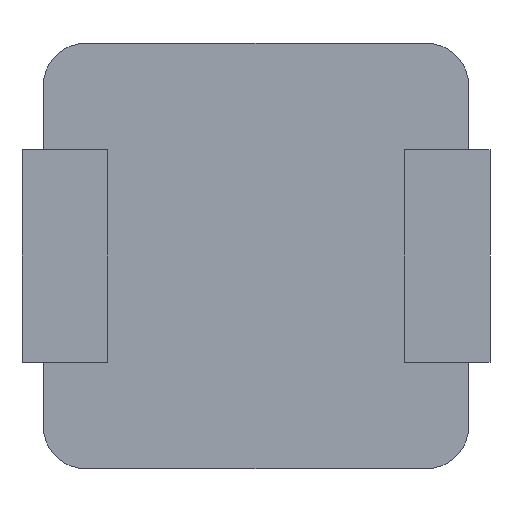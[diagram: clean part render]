
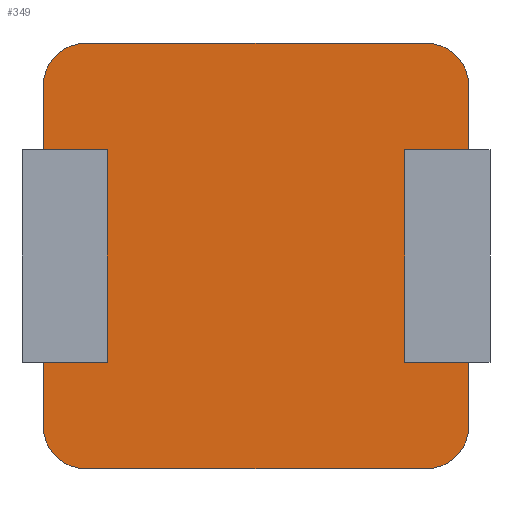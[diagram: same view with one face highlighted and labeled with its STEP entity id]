
A CAD part, front view. The second image highlights one B-rep face of the part: STEP entity #349.
In plain terms, the highlighted planar face has unit normal (0, -1, 0).
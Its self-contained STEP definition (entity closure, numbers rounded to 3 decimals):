
#23=FACE_OUTER_BOUND('',#45,.T.);
#45=EDGE_LOOP('',(#235,#236,#237,#238,#239,#240,#241,#242));
#67=LINE('',#525,#107);
#68=LINE('',#529,#108);
#69=LINE('',#533,#109);
#70=LINE('',#536,#110);
#107=VECTOR('',#423,10.);
#108=VECTOR('',#426,10.);
#109=VECTOR('',#429,10.);
#110=VECTOR('',#432,10.);
#147=CIRCLE('',#388,0.4);
#148=CIRCLE('',#389,0.4);
#149=CIRCLE('',#390,0.4);
#150=CIRCLE('',#391,0.4);
#155=VERTEX_POINT('',#521);
#156=VERTEX_POINT('',#522);
#157=VERTEX_POINT('',#524);
#158=VERTEX_POINT('',#526);
#159=VERTEX_POINT('',#528);
#160=VERTEX_POINT('',#530);
#161=VERTEX_POINT('',#532);
#162=VERTEX_POINT('',#534);
#187=EDGE_CURVE('',#155,#156,#147,.T.);
#188=EDGE_CURVE('',#157,#155,#67,.T.);
#189=EDGE_CURVE('',#158,#157,#148,.T.);
#190=EDGE_CURVE('',#159,#158,#68,.T.);
#191=EDGE_CURVE('',#160,#159,#149,.T.);
#192=EDGE_CURVE('',#161,#160,#69,.T.);
#193=EDGE_CURVE('',#162,#161,#150,.T.);
#194=EDGE_CURVE('',#156,#162,#70,.T.);
#235=ORIENTED_EDGE('',*,*,#187,.F.);
#236=ORIENTED_EDGE('',*,*,#188,.F.);
#237=ORIENTED_EDGE('',*,*,#189,.F.);
#238=ORIENTED_EDGE('',*,*,#190,.F.);
#239=ORIENTED_EDGE('',*,*,#191,.F.);
#240=ORIENTED_EDGE('',*,*,#192,.F.);
#241=ORIENTED_EDGE('',*,*,#193,.F.);
#242=ORIENTED_EDGE('',*,*,#194,.F.);
#331=PLANE('',#387);
#349=ADVANCED_FACE('',(#23),#331,.F.);
#387=AXIS2_PLACEMENT_3D('',#520,#419,#420);
#388=AXIS2_PLACEMENT_3D('',#523,#421,#422);
#389=AXIS2_PLACEMENT_3D('',#527,#424,#425);
#390=AXIS2_PLACEMENT_3D('',#531,#427,#428);
#391=AXIS2_PLACEMENT_3D('',#535,#430,#431);
#419=DIRECTION('center_axis',(0.,1.,0.));
#420=DIRECTION('ref_axis',(1.,0.,0.));
#421=DIRECTION('center_axis',(0.,1.,0.));
#422=DIRECTION('ref_axis',(0.,0.,-1.));
#423=DIRECTION('',(-1.,0.,0.));
#424=DIRECTION('center_axis',(0.,1.,0.));
#425=DIRECTION('ref_axis',(1.,0.,0.));
#426=DIRECTION('',(0.,0.,-1.));
#427=DIRECTION('center_axis',(0.,1.,0.));
#428=DIRECTION('ref_axis',(0.,0.,1.));
#429=DIRECTION('',(1.,0.,0.));
#430=DIRECTION('center_axis',(0.,1.,0.));
#431=DIRECTION('ref_axis',(-1.,0.,0.));
#432=DIRECTION('',(0.,0.,1.));
#520=CARTESIAN_POINT('Origin',(0.,0.1,0.));
#521=CARTESIAN_POINT('',(-1.6,0.1,-2.));
#522=CARTESIAN_POINT('',(-2.,0.1,-1.6));
#523=CARTESIAN_POINT('Origin',(-1.6,0.1,-1.6));
#524=CARTESIAN_POINT('',(1.6,0.1,-2.));
#525=CARTESIAN_POINT('',(0.8,0.1,-2.));
#526=CARTESIAN_POINT('',(2.,0.1,-1.6));
#527=CARTESIAN_POINT('Origin',(1.6,0.1,-1.6));
#528=CARTESIAN_POINT('',(2.,0.1,1.6));
#529=CARTESIAN_POINT('',(2.,0.1,0.8));
#530=CARTESIAN_POINT('',(1.6,0.1,2.));
#531=CARTESIAN_POINT('Origin',(1.6,0.1,1.6));
#532=CARTESIAN_POINT('',(-1.6,0.1,2.));
#533=CARTESIAN_POINT('',(-0.8,0.1,2.));
#534=CARTESIAN_POINT('',(-2.,0.1,1.6));
#535=CARTESIAN_POINT('Origin',(-1.6,0.1,1.6));
#536=CARTESIAN_POINT('',(-2.,0.1,-0.8));
